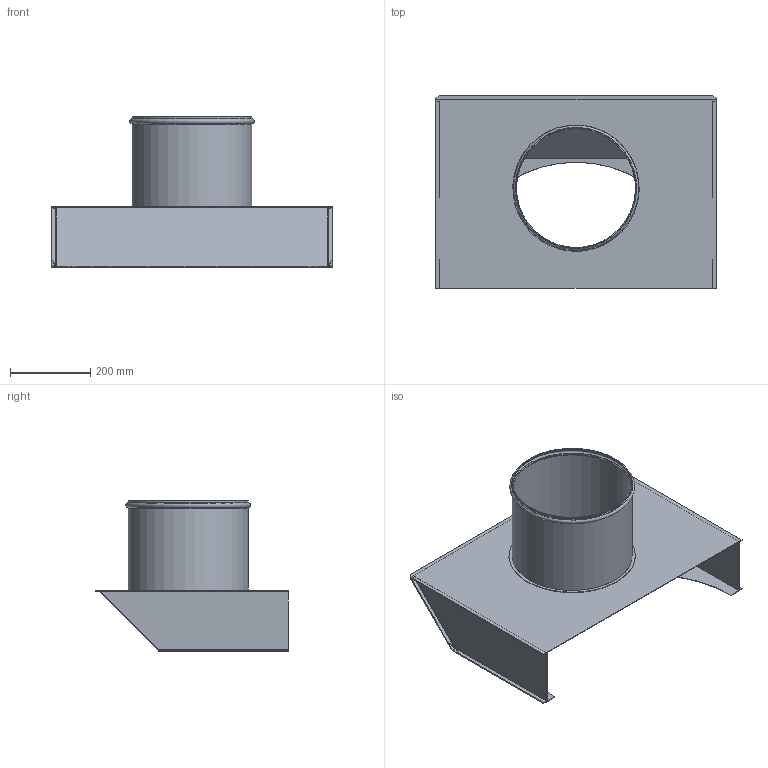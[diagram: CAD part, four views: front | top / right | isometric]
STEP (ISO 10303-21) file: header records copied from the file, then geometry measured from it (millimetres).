
FILE_DESCRIPTION((''),'2;1');
FILE_NAME('Gebläseanschluß K40.stp','2014-02-13T08:09:33',('praktikant'),(''),'Autodesk Inventor 2013','Autodesk Inventor 2013','');
FILE_SCHEMA(('AUTOMOTIVE_DESIGN { 1 0 10303 214 1 1 1 1 }'));
Length unit declared in the file: millimetre
Products named in the file (6): Gebläseanschluß K40; Vorderwand; Seitenteil; Seitenteil_MIR; Rückwand; Rohrstutzen d300 mit Sicke
Assembly tree (5 placements, depth 2):
  Gebläseanschluß K40
    Vorderwand
    Seitenteil
    Seitenteil_MIR
    Rückwand
    Rohrstutzen d300 mit Sicke
Bounding box: 700 x 481 x 375 mm (x, y, z)
Volume: 1276744.5 mm3; surface area: 1717988.7 mm2
Topology: 5 solids, 5 shells, 121 faces, 258 edges, 148 vertices
Faces by surface type: plane 92, cylinder 22, torus 6, bspline 1
Full cylindrical faces by diameter (mm): 297 x2, 300 x3, 316 x1
Entity records: 3337 total; most frequent: DIRECTION 558, CARTESIAN_POINT 543, ORIENTED_EDGE 492, EDGE_CURVE 246, VECTOR 196, LINE 196, AXIS2_PLACEMENT_3D 181, VERTEX_POINT 148
